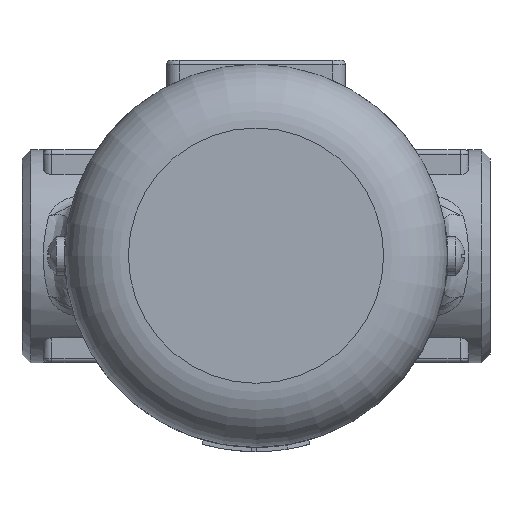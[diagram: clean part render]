
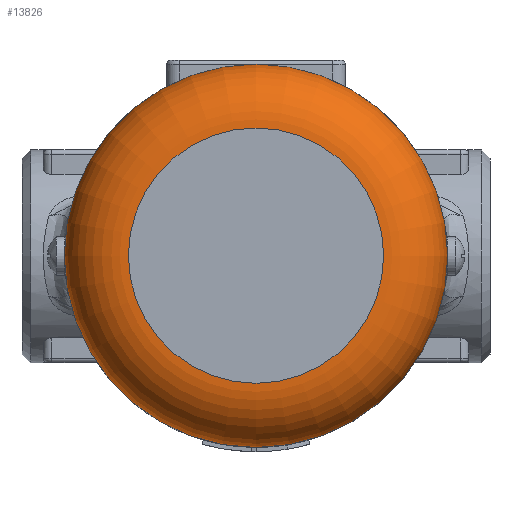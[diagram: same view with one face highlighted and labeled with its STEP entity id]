
A CAD part, top view. The second image highlights one B-rep face of the part: STEP entity #13826.
In plain terms, the highlighted toroidal (fillet/blend) face has major radius 30 mm and minor radius 15 mm.
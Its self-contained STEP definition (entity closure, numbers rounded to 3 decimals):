
#13795=CARTESIAN_POINT('',(30.,0.0,90.));
#13796=VERTEX_POINT('',#13795);
#13797=CARTESIAN_POINT('',(0.,0.0,90.));
#13798=DIRECTION('',(0.0,0.0,1.0));
#13799=DIRECTION('',(1.0,0.0,0.0));
#13800=AXIS2_PLACEMENT_3D('',#13797,#13798,#13799);
#13801=CIRCLE('',#13800,30.);
#13802=EDGE_CURVE('',#13796,#13796,#13801,.T.);
#13807=CARTESIAN_POINT('',(0.,0.0,75.));
#13808=DIRECTION('',(0.,0.0,1.0));
#13809=DIRECTION('',(1.0,0.0,0.0));
#13810=AXIS2_PLACEMENT_3D('',#13807,#13808,#13809);
#13811=TOROIDAL_SURFACE('',#13810,30.,15.);
#13812=ORIENTED_EDGE('',*,*,#13802,.F.);
#13813=EDGE_LOOP('',(#13812));
#13814=FACE_OUTER_BOUND('',#13813,.T.);
#13815=CARTESIAN_POINT('',(45.0,0.0,75.0));
#13816=VERTEX_POINT('',#13815);
#13817=CARTESIAN_POINT('',(0.,0.0,75.));
#13818=DIRECTION('',(0.0,0.0,1.0));
#13819=DIRECTION('',(1.0,0.0,0.0));
#13820=AXIS2_PLACEMENT_3D('',#13817,#13818,#13819);
#13821=CIRCLE('',#13820,45.);
#13822=EDGE_CURVE('',#13816,#13816,#13821,.T.);
#13823=ORIENTED_EDGE('',*,*,#13822,.T.);
#13824=EDGE_LOOP('',(#13823));
#13825=FACE_BOUND('',#13824,.T.);
#13826=ADVANCED_FACE('',(#13814,#13825),#13811,.T.);
